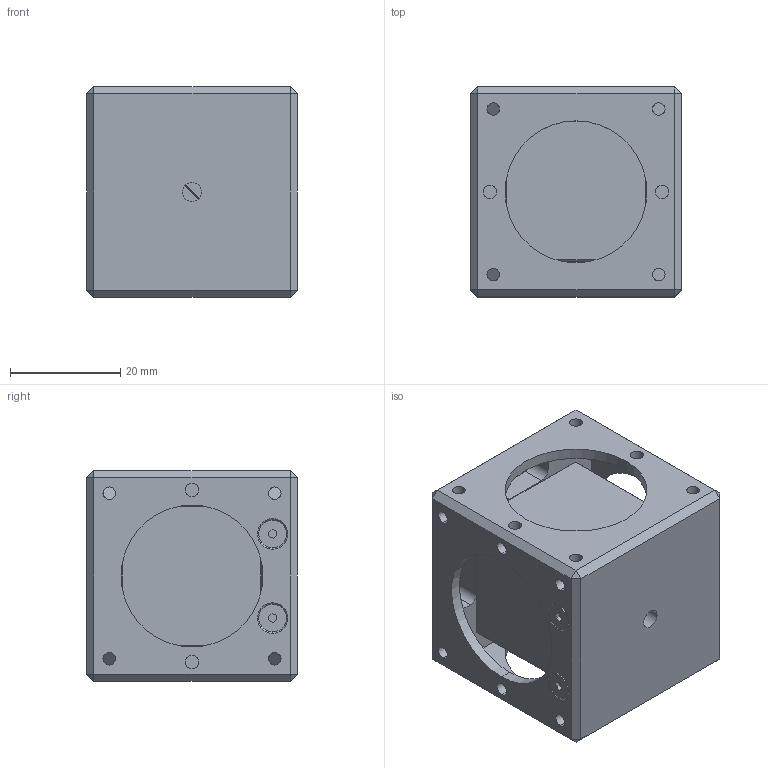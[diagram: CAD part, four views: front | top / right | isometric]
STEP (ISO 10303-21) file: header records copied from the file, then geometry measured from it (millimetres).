
FILE_DESCRIPTION (( 'STEP AP203' ), '1' );
FILE_NAME ('TTN050868-E0W.STEP', '2021-04-22T18:16:28', ( '' ), ( '' ), 'SwSTEP 2.0', 'SolidWorks 2018', '' );
FILE_SCHEMA (( 'CONFIG_CONTROL_DESIGN' ));
Length unit declared in the file: inch
Products named in the file (1): TTN050868-E0W
Bounding box: 38.1 x 38.1 x 38.1 mm (x, y, z)
Volume: 35598 mm3; surface area: 21469.2 mm2
Topology: 9 solids, 9 shells, 822 faces, 2138 edges, 1390 vertices
Faces by surface type: plane 445, bspline 232, cylinder 113, cone 32
Entity records: 37123 total; most frequent: CARTESIAN_POINT 18383, ORIENTED_EDGE 4260, DIRECTION 3018, EDGE_CURVE 2130, VECTOR 1400, LINE 1400, VERTEX_POINT 1390, EDGE_LOOP 938
